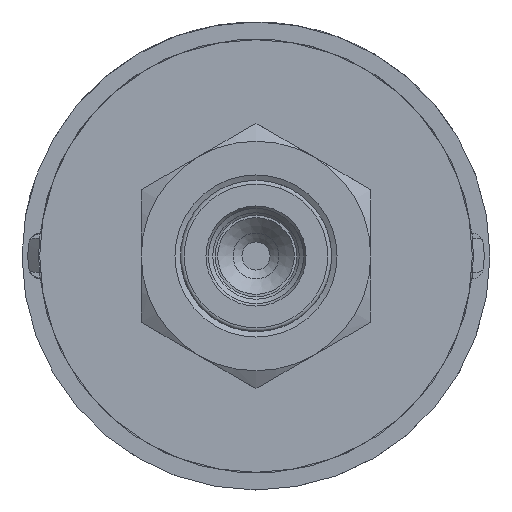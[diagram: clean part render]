
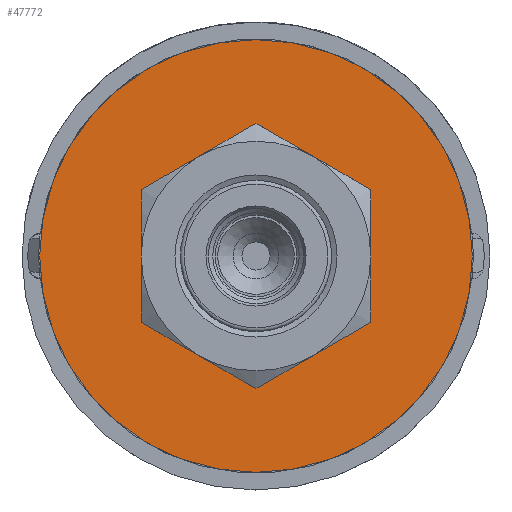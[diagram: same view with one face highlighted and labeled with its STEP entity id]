
A CAD part, front view. The second image highlights one B-rep face of the part: STEP entity #47772.
In plain terms, the highlighted planar face has unit normal (0, -1, 0).
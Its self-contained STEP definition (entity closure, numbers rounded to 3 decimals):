
#47745=CARTESIAN_POINT('',(0.,-1.,15.913));
#47746=DIRECTION('',(0.0,-1.0,0.0));
#47747=DIRECTION('',(-1.0,0.0,0.0));
#47748=AXIS2_PLACEMENT_3D('',#47745,#47746,#47747);
#47749=PLANE('',#47748);
#47750=CARTESIAN_POINT('',(0.,-1.,25.425));
#47751=VERTEX_POINT('',#47750);
#47752=CARTESIAN_POINT('',(0.,-1.,0.));
#47753=DIRECTION('',(0.0,1.0,0.0));
#47754=DIRECTION('',(0.0,0.0,1.0));
#47755=AXIS2_PLACEMENT_3D('',#47752,#47753,#47754);
#47756=CIRCLE('',#47755,25.425);
#47757=EDGE_CURVE('',#47751,#47751,#47756,.T.);
#47758=ORIENTED_EDGE('',*,*,#47757,.F.);
#47759=EDGE_LOOP('',(#47758));
#47760=FACE_OUTER_BOUND('',#47759,.T.);
#47761=CARTESIAN_POINT('',(0.,-1.,6.4));
#47762=VERTEX_POINT('',#47761);
#47763=CARTESIAN_POINT('',(0.,-1.,0.));
#47764=DIRECTION('',(0.0,1.0,0.0));
#47765=DIRECTION('',(0.0,0.0,1.0));
#47766=AXIS2_PLACEMENT_3D('',#47763,#47764,#47765);
#47767=CIRCLE('',#47766,6.4);
#47768=EDGE_CURVE('',#47762,#47762,#47767,.T.);
#47769=ORIENTED_EDGE('',*,*,#47768,.T.);
#47770=EDGE_LOOP('',(#47769));
#47771=FACE_BOUND('',#47770,.T.);
#47772=ADVANCED_FACE('',(#47760,#47771),#47749,.T.);
